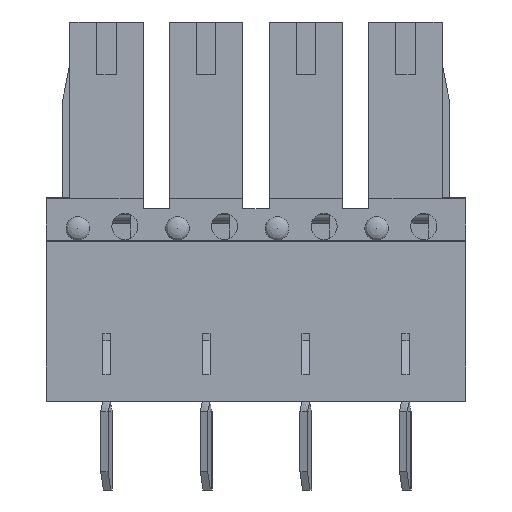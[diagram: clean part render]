
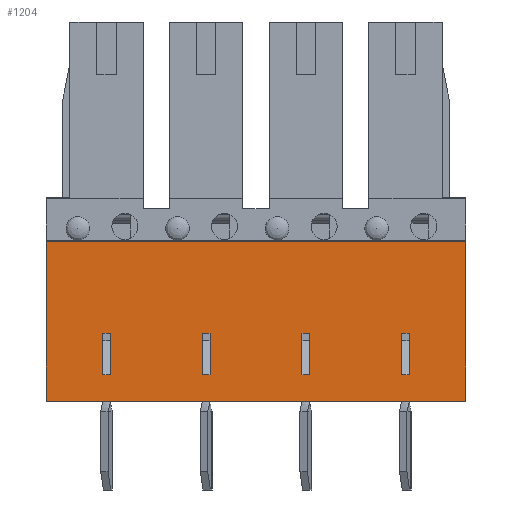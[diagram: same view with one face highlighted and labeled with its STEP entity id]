
A CAD part, front view. The second image highlights one B-rep face of the part: STEP entity #1204.
In plain terms, the highlighted planar face has unit normal (0, -1, 0).
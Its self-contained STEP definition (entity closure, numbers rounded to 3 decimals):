
#1204 = ADVANCED_FACE( '', ( #2452, #2453, #2454, #2455, #2456 ), #2457, .F. );
#2452 = FACE_BOUND( '', #3850, .T. );
#2453 = FACE_BOUND( '', #3851, .T. );
#2454 = FACE_BOUND( '', #3852, .T. );
#2455 = FACE_BOUND( '', #3853, .T. );
#2456 = FACE_OUTER_BOUND( '', #3854, .T. );
#2457 = PLANE( '', #3855 );
#3850 = EDGE_LOOP( '', ( #7448, #7449, #7450, #7451 ) );
#3851 = EDGE_LOOP( '', ( #7452, #7453, #7454, #7455 ) );
#3852 = EDGE_LOOP( '', ( #7456, #7457, #7458, #7459 ) );
#3853 = EDGE_LOOP( '', ( #7460, #7461, #7462, #7463 ) );
#3854 = EDGE_LOOP( '', ( #7464, #7465, #7466, #7467 ) );
#3855 = AXIS2_PLACEMENT_3D( '', #7468, #7469, #7470 );
#7448 = ORIENTED_EDGE( '', *, *, #9412, .T. );
#7449 = ORIENTED_EDGE( '', *, *, #8284, .T. );
#7450 = ORIENTED_EDGE( '', *, *, #9493, .T. );
#7451 = ORIENTED_EDGE( '', *, *, #9329, .T. );
#7452 = ORIENTED_EDGE( '', *, *, #9229, .T. );
#7453 = ORIENTED_EDGE( '', *, *, #8145, .T. );
#7454 = ORIENTED_EDGE( '', *, *, #8114, .T. );
#7455 = ORIENTED_EDGE( '', *, *, #9235, .T. );
#7456 = ORIENTED_EDGE( '', *, *, #9344, .T. );
#7457 = ORIENTED_EDGE( '', *, *, #9424, .T. );
#7458 = ORIENTED_EDGE( '', *, *, #8680, .T. );
#7459 = ORIENTED_EDGE( '', *, *, #8422, .T. );
#7460 = ORIENTED_EDGE( '', *, *, #8798, .T. );
#7461 = ORIENTED_EDGE( '', *, *, #8686, .T. );
#7462 = ORIENTED_EDGE( '', *, *, #8791, .T. );
#7463 = ORIENTED_EDGE( '', *, *, #8993, .T. );
#7464 = ORIENTED_EDGE( '', *, *, #8130, .F. );
#7465 = ORIENTED_EDGE( '', *, *, #8809, .F. );
#7466 = ORIENTED_EDGE( '', *, *, #8315, .T. );
#7467 = ORIENTED_EDGE( '', *, *, #9200, .F. );
#7468 = CARTESIAN_POINT( '', ( 8.015, -3.3, 3.9 ) );
#7469 = DIRECTION( '', ( 0., 1., 0. ) );
#7470 = DIRECTION( '', ( 0., 0., 1. ) );
#8114 = EDGE_CURVE( '', #9727, #9741, #9743, .T. );
#8130 = EDGE_CURVE( '', #9771, #9773, #9774, .T. );
#8145 = EDGE_CURVE( '', #9800, #9727, #9801, .T. );
#8284 = EDGE_CURVE( '', #10047, #10045, #10048, .T. );
#8315 = EDGE_CURVE( '', #10083, #10100, #10102, .T. );
#8422 = EDGE_CURVE( '', #10279, #10277, #10280, .T. );
#8680 = EDGE_CURVE( '', #10697, #10279, #10707, .T. );
#8686 = EDGE_CURVE( '', #10717, #10715, #10718, .T. );
#8791 = EDGE_CURVE( '', #10715, #10876, #10878, .T. );
#8798 = EDGE_CURVE( '', #10887, #10717, #10888, .T. );
#8809 = EDGE_CURVE( '', #10083, #9771, #10901, .T. );
#8993 = EDGE_CURVE( '', #10876, #10887, #11160, .T. );
#9200 = EDGE_CURVE( '', #9773, #10100, #11443, .T. );
#9229 = EDGE_CURVE( '', #11481, #9800, #11482, .T. );
#9235 = EDGE_CURVE( '', #9741, #11481, #11488, .T. );
#9329 = EDGE_CURVE( '', #11600, #11598, #11601, .T. );
#9344 = EDGE_CURVE( '', #10277, #11616, #11618, .T. );
#9412 = EDGE_CURVE( '', #11598, #10047, #11701, .T. );
#9424 = EDGE_CURVE( '', #11616, #10697, #11713, .T. );
#9493 = EDGE_CURVE( '', #10045, #11600, #11790, .T. );
#9727 = VERTEX_POINT( '', #12088 );
#9741 = VERTEX_POINT( '', #12109 );
#9743 = LINE( '', #12112, #12113 );
#9771 = VERTEX_POINT( '', #12152 );
#9773 = VERTEX_POINT( '', #12155 );
#9774 = LINE( '', #12156, #12157 );
#9800 = VERTEX_POINT( '', #12194 );
#9801 = LINE( '', #12195, #12196 );
#10045 = VERTEX_POINT( '', #12537 );
#10047 = VERTEX_POINT( '', #12540 );
#10048 = LINE( '', #12541, #12542 );
#10083 = VERTEX_POINT( '', #12589 );
#10100 = VERTEX_POINT( '', #12613 );
#10102 = LINE( '', #12616, #12617 );
#10277 = VERTEX_POINT( '', #12866 );
#10279 = VERTEX_POINT( '', #12869 );
#10280 = LINE( '', #12870, #12871 );
#10697 = VERTEX_POINT( '', #13481 );
#10707 = LINE( '', #13497, #13498 );
#10715 = VERTEX_POINT( '', #13506 );
#10717 = VERTEX_POINT( '', #13509 );
#10718 = LINE( '', #13510, #13511 );
#10876 = VERTEX_POINT( '', #13741 );
#10878 = LINE( '', #13744, #13745 );
#10887 = VERTEX_POINT( '', #13758 );
#10888 = LINE( '', #13759, #13760 );
#10901 = LINE( '', #13777, #13778 );
#11160 = LINE( '', #14161, #14162 );
#11443 = LINE( '', #14601, #14602 );
#11481 = VERTEX_POINT( '', #14660 );
#11482 = LINE( '', #14661, #14662 );
#11488 = LINE( '', #14670, #14671 );
#11598 = VERTEX_POINT( '', #14836 );
#11600 = VERTEX_POINT( '', #14839 );
#11601 = LINE( '', #14840, #14841 );
#11616 = VERTEX_POINT( '', #14863 );
#11618 = LINE( '', #14866, #14867 );
#11701 = LINE( '', #14991, #14992 );
#11713 = LINE( '', #15010, #15011 );
#11790 = LINE( '', #15118, #15119 );
#12088 = CARTESIAN_POINT( '', ( -2.055, -3.3, -2.9 ) );
#12109 = CARTESIAN_POINT( '', ( -2.055, -3.3, -1.3 ) );
#12112 = CARTESIAN_POINT( '', ( -2.055, -3.3, -2.9 ) );
#12113 = VECTOR( '', #15313, 1000. );
#12152 = CARTESIAN_POINT( '', ( 8.015, -3.3, 2.2 ) );
#12155 = CARTESIAN_POINT( '', ( 8.015, -3.3, -3.9 ) );
#12156 = CARTESIAN_POINT( '', ( 8.015, -3.3, 3.9 ) );
#12157 = VECTOR( '', #15329, 1000. );
#12194 = CARTESIAN_POINT( '', ( -1.755, -3.3, -2.9 ) );
#12195 = CARTESIAN_POINT( '', ( -1.755, -3.3, -2.9 ) );
#12196 = VECTOR( '', #15344, 1000. );
#12537 = CARTESIAN_POINT( '', ( -5.865, -3.3, -2.9 ) );
#12540 = CARTESIAN_POINT( '', ( -5.565, -3.3, -2.9 ) );
#12541 = CARTESIAN_POINT( '', ( -5.565, -3.3, -2.9 ) );
#12542 = VECTOR( '', #15494, 1000. );
#12589 = CARTESIAN_POINT( '', ( -8.015, -3.3, 2.2 ) );
#12613 = CARTESIAN_POINT( '', ( -8.015, -3.3, -3.9 ) );
#12616 = CARTESIAN_POINT( '', ( -8.015, -3.3, 3.9 ) );
#12617 = VECTOR( '', #15536, 1000. );
#12866 = CARTESIAN_POINT( '', ( 2.055, -3.3, -1.3 ) );
#12869 = CARTESIAN_POINT( '', ( 1.755, -3.3, -1.3 ) );
#12870 = CARTESIAN_POINT( '', ( 1.755, -3.3, -1.3 ) );
#12871 = VECTOR( '', #15651, 1000. );
#13481 = CARTESIAN_POINT( '', ( 1.755, -3.3, -2.9 ) );
#13497 = CARTESIAN_POINT( '', ( 1.755, -3.3, -2.9 ) );
#13498 = VECTOR( '', #15892, 1000. );
#13506 = CARTESIAN_POINT( '', ( 5.565, -3.3, -2.9 ) );
#13509 = CARTESIAN_POINT( '', ( 5.865, -3.3, -2.9 ) );
#13510 = CARTESIAN_POINT( '', ( 5.865, -3.3, -2.9 ) );
#13511 = VECTOR( '', #15900, 1000. );
#13741 = CARTESIAN_POINT( '', ( 5.565, -3.3, -1.3 ) );
#13744 = CARTESIAN_POINT( '', ( 5.565, -3.3, -2.9 ) );
#13745 = VECTOR( '', #16001, 1000. );
#13758 = CARTESIAN_POINT( '', ( 5.865, -3.3, -1.3 ) );
#13759 = CARTESIAN_POINT( '', ( 5.865, -3.3, -1.3 ) );
#13760 = VECTOR( '', #16006, 1000. );
#13777 = CARTESIAN_POINT( '', ( -8.015, -3.3, 2.2 ) );
#13778 = VECTOR( '', #16017, 1000. );
#14161 = CARTESIAN_POINT( '', ( 5.565, -3.3, -1.3 ) );
#14162 = VECTOR( '', #16169, 1000. );
#14601 = CARTESIAN_POINT( '', ( 8.015, -3.3, -3.9 ) );
#14602 = VECTOR( '', #16336, 1000. );
#14660 = CARTESIAN_POINT( '', ( -1.755, -3.3, -1.3 ) );
#14661 = CARTESIAN_POINT( '', ( -1.755, -3.3, -1.3 ) );
#14662 = VECTOR( '', #16357, 1000. );
#14670 = CARTESIAN_POINT( '', ( -2.055, -3.3, -1.3 ) );
#14671 = VECTOR( '', #16363, 1000. );
#14836 = CARTESIAN_POINT( '', ( -5.565, -3.3, -1.3 ) );
#14839 = CARTESIAN_POINT( '', ( -5.865, -3.3, -1.3 ) );
#14840 = CARTESIAN_POINT( '', ( -5.865, -3.3, -1.3 ) );
#14841 = VECTOR( '', #16441, 1000. );
#14863 = CARTESIAN_POINT( '', ( 2.055, -3.3, -2.9 ) );
#14866 = CARTESIAN_POINT( '', ( 2.055, -3.3, -1.3 ) );
#14867 = VECTOR( '', #16450, 1000. );
#14991 = CARTESIAN_POINT( '', ( -5.565, -3.3, -1.3 ) );
#14992 = VECTOR( '', #16500, 1000. );
#15010 = CARTESIAN_POINT( '', ( 2.055, -3.3, -2.9 ) );
#15011 = VECTOR( '', #16504, 1000. );
#15118 = CARTESIAN_POINT( '', ( -5.865, -3.3, -2.9 ) );
#15119 = VECTOR( '', #16553, 1000. );
#15313 = DIRECTION( '', ( 0., 0., 1. ) );
#15329 = DIRECTION( '', ( 0., 0., -1. ) );
#15344 = DIRECTION( '', ( -1., 0., 0. ) );
#15494 = DIRECTION( '', ( -1., 0., 0. ) );
#15536 = DIRECTION( '', ( 0., 0., -1. ) );
#15651 = DIRECTION( '', ( 1., 0., 0. ) );
#15892 = DIRECTION( '', ( 0., 0., 1. ) );
#15900 = DIRECTION( '', ( -1., 0., 0. ) );
#16001 = DIRECTION( '', ( 0., 0., 1. ) );
#16006 = DIRECTION( '', ( 0., 0., -1. ) );
#16017 = DIRECTION( '', ( 1., 0., 0. ) );
#16169 = DIRECTION( '', ( 1., 0., 0. ) );
#16336 = DIRECTION( '', ( -1., 0., 0. ) );
#16357 = DIRECTION( '', ( 0., 0., -1. ) );
#16363 = DIRECTION( '', ( 1., 0., 0. ) );
#16441 = DIRECTION( '', ( 1., 0., 0. ) );
#16450 = DIRECTION( '', ( 0., 0., -1. ) );
#16500 = DIRECTION( '', ( 0., 0., -1. ) );
#16504 = DIRECTION( '', ( -1., 0., 0. ) );
#16553 = DIRECTION( '', ( 0., 0., 1. ) );
